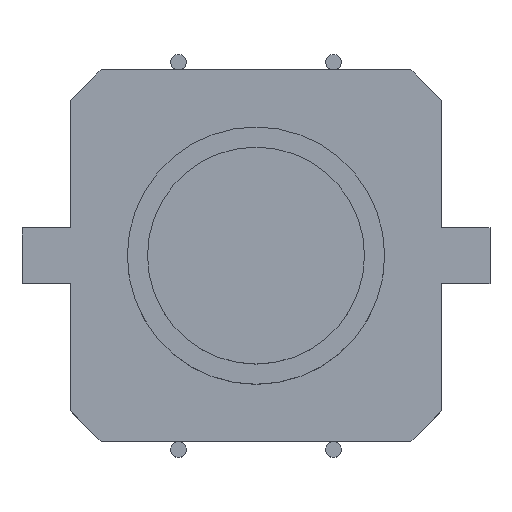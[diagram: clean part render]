
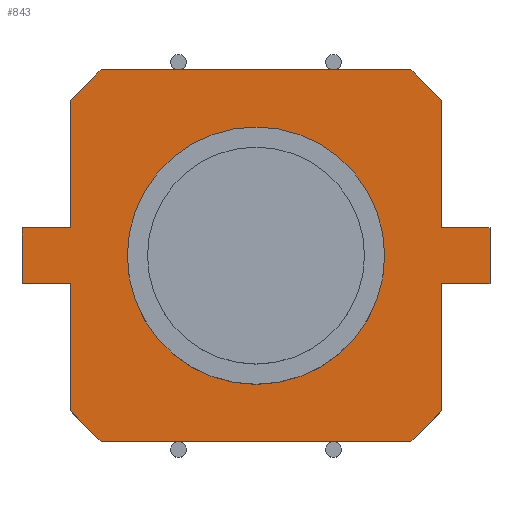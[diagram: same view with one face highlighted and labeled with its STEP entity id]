
A CAD part, top view. The second image highlights one B-rep face of the part: STEP entity #843.
In plain terms, the highlighted planar face has unit normal (0, 0, 1).
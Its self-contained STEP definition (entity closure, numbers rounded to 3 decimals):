
#4 = ORIENTED_EDGE ( 'NONE', *, *, #1019, .T. ) ;
#22 = DIRECTION ( 'NONE',  ( 0., 1., 0. ) ) ;
#37 = VERTEX_POINT ( 'NONE', #746 ) ;
#40 = CARTESIAN_POINT ( 'NONE',  ( -6., 6., 3.3 ) ) ;
#55 = EDGE_CURVE ( 'NONE', #1995, #1139, #895, .T. ) ;
#87 = VECTOR ( 'NONE', #2303, 1000. ) ;
#91 = CARTESIAN_POINT ( 'NONE',  ( 6., -5., 3.3 ) ) ;
#115 = EDGE_CURVE ( 'NONE', #37, #329, #1159, .T. ) ;
#125 = ORIENTED_EDGE ( 'NONE', *, *, #457, .F. ) ;
#127 = CARTESIAN_POINT ( 'NONE',  ( -7.55, -0.9, 3.3 ) ) ;
#131 = ORIENTED_EDGE ( 'NONE', *, *, #1285, .T. ) ;
#162 = EDGE_CURVE ( 'NONE', #1774, #1995, #2282, .T. ) ;
#165 = CARTESIAN_POINT ( 'NONE',  ( 5., 6., 3.3 ) ) ;
#168 = LINE ( 'NONE', #1932, #1648 ) ;
#194 = EDGE_CURVE ( 'NONE', #1317, #1721, #1282, .T. ) ;
#209 = VERTEX_POINT ( 'NONE', #767 ) ;
#225 = CARTESIAN_POINT ( 'NONE',  ( -6., 5., 3.3 ) ) ;
#228 = CARTESIAN_POINT ( 'NONE',  ( 5., 6., 3.3 ) ) ;
#270 = CARTESIAN_POINT ( 'NONE',  ( 0., 0., 3.3 ) ) ;
#282 = DIRECTION ( 'NONE',  ( 0., 0., 1. ) ) ;
#290 = DIRECTION ( 'NONE',  ( -1., 0., 0. ) ) ;
#294 = CARTESIAN_POINT ( 'NONE',  ( -6., -5., 3.3 ) ) ;
#297 = ORIENTED_EDGE ( 'NONE', *, *, #1924, .T. ) ;
#317 = DIRECTION ( 'NONE',  ( 0., -1., 0. ) ) ;
#329 = VERTEX_POINT ( 'NONE', #294 ) ;
#331 = CARTESIAN_POINT ( 'NONE',  ( -7.55, 0.9, 3.3 ) ) ;
#353 = EDGE_CURVE ( 'NONE', #1461, #1317, #1652, .T. ) ;
#369 = ORIENTED_EDGE ( 'NONE', *, *, #115, .T. ) ;
#380 = AXIS2_PLACEMENT_3D ( 'NONE', #2362, #1622, #845 ) ;
#398 = DIRECTION ( 'NONE',  ( 0., 1., 0. ) ) ;
#406 = EDGE_LOOP ( 'NONE', ( #1373, #125 ) ) ;
#427 = DIRECTION ( 'NONE',  ( -1., 0., 0. ) ) ;
#457 = EDGE_CURVE ( 'NONE', #209, #1370, #2038, .T. ) ;
#470 = CARTESIAN_POINT ( 'NONE',  ( 6., 5., 3.3 ) ) ;
#520 = ORIENTED_EDGE ( 'NONE', *, *, #353, .T. ) ;
#536 = VECTOR ( 'NONE', #1123, 1000. ) ;
#569 = DIRECTION ( 'NONE',  ( -0.707, -0.707, 0. ) ) ;
#588 = DIRECTION ( 'NONE',  ( -0.707, 0.707, 0. ) ) ;
#618 = CARTESIAN_POINT ( 'NONE',  ( 6., -0.9, 3.3 ) ) ;
#665 = ORIENTED_EDGE ( 'NONE', *, *, #1982, .T. ) ;
#711 = DIRECTION ( 'NONE',  ( 0., -1., 0. ) ) ;
#716 = ORIENTED_EDGE ( 'NONE', *, *, #1157, .T. ) ;
#746 = CARTESIAN_POINT ( 'NONE',  ( -6., -0.9, 3.3 ) ) ;
#749 = ORIENTED_EDGE ( 'NONE', *, *, #2426, .T. ) ;
#766 = LINE ( 'NONE', #331, #536 ) ;
#767 = CARTESIAN_POINT ( 'NONE',  ( 4.15, 0., 3.3 ) ) ;
#770 = LINE ( 'NONE', #1358, #1714 ) ;
#783 = CARTESIAN_POINT ( 'NONE',  ( -5., 6., 3.3 ) ) ;
#786 = FACE_OUTER_BOUND ( 'NONE', #1486, .T. ) ;
#798 = EDGE_CURVE ( 'NONE', #1066, #1460, #168, .T. ) ;
#839 = VERTEX_POINT ( 'NONE', #91 ) ;
#843 = ADVANCED_FACE ( 'NONE', ( #973, #786 ), #1048, .F. ) ;
#845 = DIRECTION ( 'NONE',  ( -1., 0., 0. ) ) ;
#852 = VECTOR ( 'NONE', #317, 1000. ) ;
#860 = LINE ( 'NONE', #1452, #2120 ) ;
#892 = VECTOR ( 'NONE', #2130, 1000. ) ;
#895 = LINE ( 'NONE', #225, #2236 ) ;
#898 = VECTOR ( 'NONE', #1321, 1000. ) ;
#957 = ORIENTED_EDGE ( 'NONE', *, *, #1850, .T. ) ;
#961 = CARTESIAN_POINT ( 'NONE',  ( -7.55, -0.9, 3.3 ) ) ;
#973 = FACE_BOUND ( 'NONE', #406, .T. ) ;
#982 = CIRCLE ( 'NONE', #1972, 4.15 ) ;
#1003 = LINE ( 'NONE', #1134, #1070 ) ;
#1019 = EDGE_CURVE ( 'NONE', #1833, #1549, #1417, .T. ) ;
#1048 = PLANE ( 'NONE',  #2167 ) ;
#1066 = VERTEX_POINT ( 'NONE', #1963 ) ;
#1070 = VECTOR ( 'NONE', #22, 1000. ) ;
#1102 = VECTOR ( 'NONE', #427, 1000. ) ;
#1123 = DIRECTION ( 'NONE',  ( -1., 0., 0. ) ) ;
#1133 = CARTESIAN_POINT ( 'NONE',  ( 6., -5., 3.3 ) ) ;
#1134 = CARTESIAN_POINT ( 'NONE',  ( 6., -6., 3.3 ) ) ;
#1139 = VERTEX_POINT ( 'NONE', #2144 ) ;
#1145 = CARTESIAN_POINT ( 'NONE',  ( -6., -6., 3.3 ) ) ;
#1157 = EDGE_CURVE ( 'NONE', #1721, #2098, #1446, .T. ) ;
#1159 = LINE ( 'NONE', #1145, #892 ) ;
#1164 = CARTESIAN_POINT ( 'NONE',  ( 7.55, -0.9, 3.3 ) ) ;
#1277 = CARTESIAN_POINT ( 'NONE',  ( -7.55, -0.9, 3.3 ) ) ;
#1282 = LINE ( 'NONE', #1927, #2232 ) ;
#1285 = EDGE_CURVE ( 'NONE', #839, #1461, #1003, .T. ) ;
#1317 = VERTEX_POINT ( 'NONE', #1164 ) ;
#1321 = DIRECTION ( 'NONE',  ( 0.707, 0.707, 0. ) ) ;
#1358 = CARTESIAN_POINT ( 'NONE',  ( 6., -6., 3.3 ) ) ;
#1370 = VERTEX_POINT ( 'NONE', #2291 ) ;
#1373 = ORIENTED_EDGE ( 'NONE', *, *, #2059, .F. ) ;
#1417 = LINE ( 'NONE', #127, #852 ) ;
#1437 = ORIENTED_EDGE ( 'NONE', *, *, #2198, .T. ) ;
#1440 = ORIENTED_EDGE ( 'NONE', *, *, #55, .T. ) ;
#1446 = LINE ( 'NONE', #1953, #1102 ) ;
#1452 = CARTESIAN_POINT ( 'NONE',  ( -5., -6., 3.3 ) ) ;
#1460 = VERTEX_POINT ( 'NONE', #1567 ) ;
#1461 = VERTEX_POINT ( 'NONE', #618 ) ;
#1486 = EDGE_LOOP ( 'NONE', ( #749, #1799, #4, #1552, #369, #1437, #2385, #297, #131, #520, #1956, #716, #665, #957, #1637, #1440 ) ) ;
#1542 = DIRECTION ( 'NONE',  ( 1., 0., 0. ) ) ;
#1549 = VERTEX_POINT ( 'NONE', #1277 ) ;
#1552 = ORIENTED_EDGE ( 'NONE', *, *, #2225, .T. ) ;
#1567 = CARTESIAN_POINT ( 'NONE',  ( 5., -6., 3.3 ) ) ;
#1582 = VECTOR ( 'NONE', #1633, 1000. ) ;
#1584 = VECTOR ( 'NONE', #711, 1000. ) ;
#1609 = CARTESIAN_POINT ( 'NONE',  ( 6., 0.9, 3.3 ) ) ;
#1619 = DIRECTION ( 'NONE',  ( -1., 0., 0. ) ) ;
#1622 = DIRECTION ( 'NONE',  ( 0., 0., 1. ) ) ;
#1631 = VECTOR ( 'NONE', #588, 1000. ) ;
#1633 = DIRECTION ( 'NONE',  ( 1., 0., 0. ) ) ;
#1637 = ORIENTED_EDGE ( 'NONE', *, *, #162, .T. ) ;
#1648 = VECTOR ( 'NONE', #1955, 1000. ) ;
#1652 = LINE ( 'NONE', #1772, #1582 ) ;
#1664 = DIRECTION ( 'NONE',  ( 0.707, -0.707, 0. ) ) ;
#1714 = VECTOR ( 'NONE', #2158, 1000. ) ;
#1721 = VERTEX_POINT ( 'NONE', #2143 ) ;
#1772 = CARTESIAN_POINT ( 'NONE',  ( 7.55, -0.9, 3.3 ) ) ;
#1774 = VERTEX_POINT ( 'NONE', #165 ) ;
#1794 = DIRECTION ( 'NONE',  ( 0., 0., -1. ) ) ;
#1799 = ORIENTED_EDGE ( 'NONE', *, *, #2255, .T. ) ;
#1818 = CARTESIAN_POINT ( 'NONE',  ( 0., 0., 3.3 ) ) ;
#1833 = VERTEX_POINT ( 'NONE', #2048 ) ;
#1850 = EDGE_CURVE ( 'NONE', #2135, #1774, #2184, .T. ) ;
#1879 = CARTESIAN_POINT ( 'NONE',  ( -6., -6., 3.3 ) ) ;
#1914 = LINE ( 'NONE', #1133, #898 ) ;
#1919 = VERTEX_POINT ( 'NONE', #2290 ) ;
#1924 = EDGE_CURVE ( 'NONE', #1460, #839, #1914, .T. ) ;
#1927 = CARTESIAN_POINT ( 'NONE',  ( 7.55, -0.9, 3.3 ) ) ;
#1932 = CARTESIAN_POINT ( 'NONE',  ( -6., -6., 3.3 ) ) ;
#1939 = LINE ( 'NONE', #961, #2067 ) ;
#1953 = CARTESIAN_POINT ( 'NONE',  ( 7.55, 0.9, 3.3 ) ) ;
#1955 = DIRECTION ( 'NONE',  ( 1., 0., 0. ) ) ;
#1956 = ORIENTED_EDGE ( 'NONE', *, *, #194, .T. ) ;
#1963 = CARTESIAN_POINT ( 'NONE',  ( -5., -6., 3.3 ) ) ;
#1972 = AXIS2_PLACEMENT_3D ( 'NONE', #1818, #282, #1619 ) ;
#1982 = EDGE_CURVE ( 'NONE', #2098, #2135, #770, .T. ) ;
#1995 = VERTEX_POINT ( 'NONE', #783 ) ;
#2038 = CIRCLE ( 'NONE', #380, 4.15 ) ;
#2048 = CARTESIAN_POINT ( 'NONE',  ( -7.55, 0.9, 3.3 ) ) ;
#2059 = EDGE_CURVE ( 'NONE', #1370, #209, #982, .T. ) ;
#2067 = VECTOR ( 'NONE', #1542, 1000. ) ;
#2093 = LINE ( 'NONE', #1879, #1584 ) ;
#2098 = VERTEX_POINT ( 'NONE', #1609 ) ;
#2120 = VECTOR ( 'NONE', #1664, 1000. ) ;
#2130 = DIRECTION ( 'NONE',  ( 0., -1., 0. ) ) ;
#2135 = VERTEX_POINT ( 'NONE', #470 ) ;
#2143 = CARTESIAN_POINT ( 'NONE',  ( 7.55, 0.9, 3.3 ) ) ;
#2144 = CARTESIAN_POINT ( 'NONE',  ( -6., 5., 3.3 ) ) ;
#2158 = DIRECTION ( 'NONE',  ( 0., 1., 0. ) ) ;
#2167 = AXIS2_PLACEMENT_3D ( 'NONE', #270, #1794, #290 ) ;
#2184 = LINE ( 'NONE', #228, #1631 ) ;
#2198 = EDGE_CURVE ( 'NONE', #329, #1066, #860, .T. ) ;
#2225 = EDGE_CURVE ( 'NONE', #1549, #37, #1939, .T. ) ;
#2232 = VECTOR ( 'NONE', #398, 1000. ) ;
#2236 = VECTOR ( 'NONE', #569, 1000. ) ;
#2255 = EDGE_CURVE ( 'NONE', #1919, #1833, #766, .T. ) ;
#2282 = LINE ( 'NONE', #40, #87 ) ;
#2290 = CARTESIAN_POINT ( 'NONE',  ( -6., 0.9, 3.3 ) ) ;
#2291 = CARTESIAN_POINT ( 'NONE',  ( -4.15, 0., 3.3 ) ) ;
#2303 = DIRECTION ( 'NONE',  ( -1., 0., 0. ) ) ;
#2362 = CARTESIAN_POINT ( 'NONE',  ( 0., 0., 3.3 ) ) ;
#2385 = ORIENTED_EDGE ( 'NONE', *, *, #798, .T. ) ;
#2426 = EDGE_CURVE ( 'NONE', #1139, #1919, #2093, .T. ) ;
